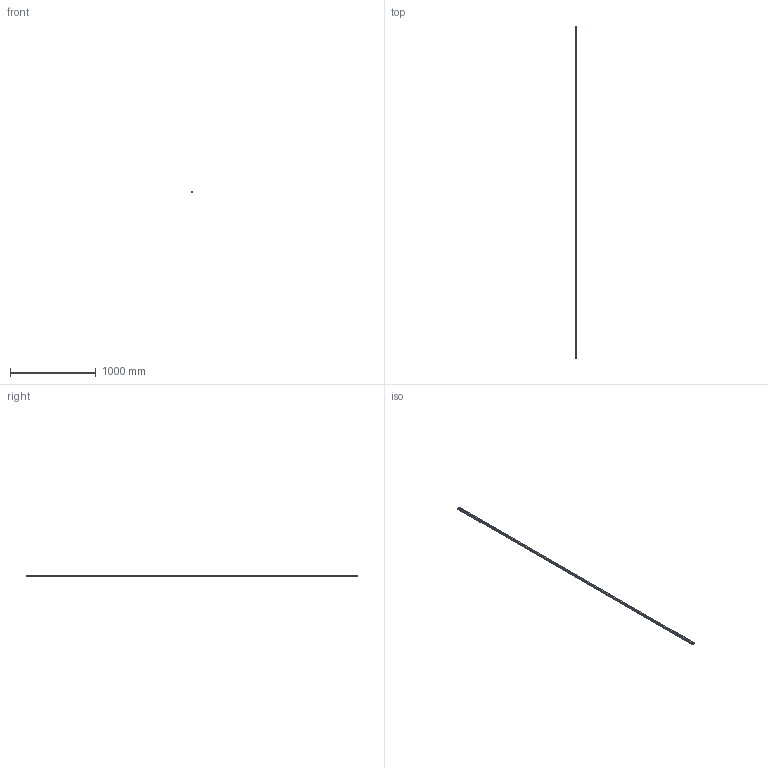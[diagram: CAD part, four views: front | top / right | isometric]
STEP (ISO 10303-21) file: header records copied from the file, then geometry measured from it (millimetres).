
FILE_DESCRIPTION(('STEP AP214'),'1');
FILE_NAME('cctmp_0C6DDF01-17DB-466B-BE7D-4DB66293CE0D_2020_6_3_9_35_54_733..stp','2020-06-03T07:35:55',('HIWIN GmbH'),('CADClick - www.CADClick.com'),'Spatial InterOp 3D',' ','unknown authorization');
FILE_SCHEMA(('AUTOMOTIVE_DESIGN'));
Length unit declared in the file: millimetre
Products named in the file (1): HGR25R3870H_FILE
Bounding box: 23 x 3870 x 22 mm (x, y, z)
Volume: 1608269.4 mm3; surface area: 397611.6 mm2
Topology: 1 solids, 1 shells, 891 faces, 2265 edges, 1510 vertices
Faces by surface type: plane 479, cylinder 412
Entity records: 34775 total; most frequent: DIRECTION 5393, CARTESIAN_POINT 4667, ORIENTED_EDGE 4530, EDGE_CURVE 2265, AXIS2_PLACEMENT_3D 2236, VERTEX_POINT 1510, CIRCLE 1084, EDGE_LOOP 1025
